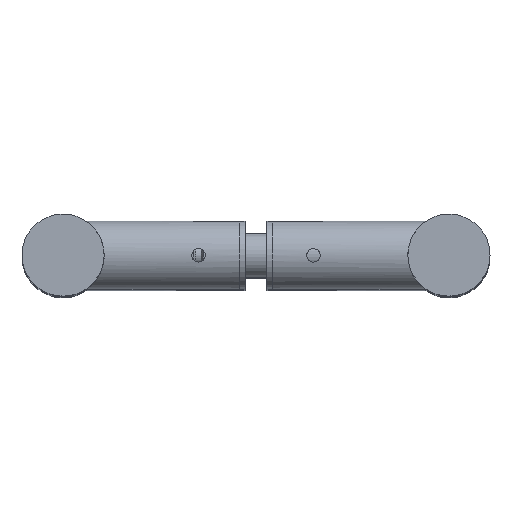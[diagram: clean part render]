
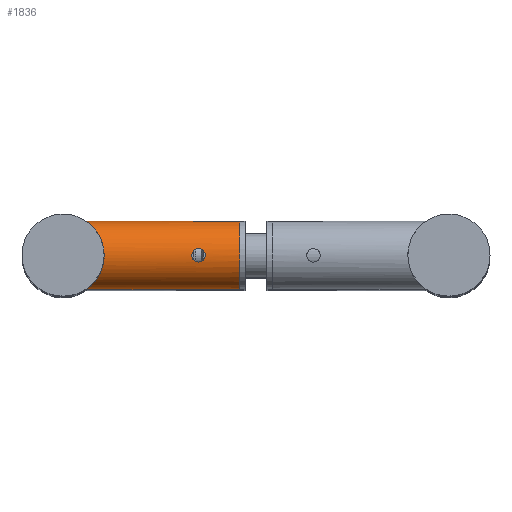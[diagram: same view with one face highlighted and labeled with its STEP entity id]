
A CAD part, top view. The second image highlights one B-rep face of the part: STEP entity #1836.
In plain terms, the highlighted cylindrical face has radius 12.5 mm (diameter 25 mm), a full revolution.
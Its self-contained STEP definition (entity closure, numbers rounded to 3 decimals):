
#23=B_SPLINE_CURVE_WITH_KNOTS('',3,(#3147,#3148,#3149,#3150,#3151,#3152,
#3153,#3154,#3155,#3156),.UNSPECIFIED.,.F.,.F.,(4,2,2,2,4),(0.,0.093,
0.186,0.279,0.371),.UNSPECIFIED.);
#24=B_SPLINE_CURVE_WITH_KNOTS('',3,(#3157,#3158,#3159,#3160,#3161,#3162,
#3163,#3164,#3165,#3166,#3167,#3168,#3169,#3170,#3171,#3172,#3173,#3174,
#3175,#3176,#3177,#3178,#3179,#3180,#3181,#3182),.UNSPECIFIED.,.F.,.F.,
(4,2,2,2,2,2,2,2,2,2,2,2,4),(0.371,0.464,0.557,
0.65,0.743,0.836,0.929,
1.022,1.114,1.207,1.3,1.393,
1.486),.UNSPECIFIED.);
#25=B_SPLINE_CURVE_WITH_KNOTS('',3,(#3189,#3190,#3191,#3192,#3193,#3194,
#3195,#3196,#3197,#3198,#3199,#3200,#3201,#3202),.UNSPECIFIED.,.F.,.F.,
(4,2,2,2,2,2,4),(6.121,6.37,6.62,7.12,
7.64,7.901,8.161),.UNSPECIFIED.);
#26=B_SPLINE_CURVE_WITH_KNOTS('',3,(#3204,#3205,#3206,#3207,#3208,#3209,
#3210,#3211,#3212,#3213,#3214,#3215,#3216,#3217,#3218,#3219,#3220,#3221,
#3222,#3223,#3224,#3225,#3226,#3227,#3228,#3229),.UNSPECIFIED.,.F.,.F.,
(4,2,2,2,2,2,2,2,2,2,2,2,4),(2.04,2.29,2.54,
3.039,3.56,3.82,4.08,4.341,
4.601,5.122,5.621,5.871,6.121),
 .UNSPECIFIED.);
#27=B_SPLINE_CURVE_WITH_KNOTS('',3,(#3230,#3231,#3232,#3233,#3234,#3235,
#3236,#3237,#3238,#3239,#3240,#3241,#3242,#3243),.UNSPECIFIED.,.F.,.F.,
(4,2,2,2,2,2,4),(0.,0.26,0.521,1.041,
1.541,1.79,2.04),.UNSPECIFIED.);
#82=FACE_BOUND('',#336,.T.);
#206=FACE_OUTER_BOUND('',#335,.T.);
#335=EDGE_LOOP('',(#1421,#1422,#1423,#1424,#1425,#1426));
#336=EDGE_LOOP('',(#1427,#1428));
#470=LINE('',#3187,#574);
#574=VECTOR('',#2429,12.5);
#687=CIRCLE('',#2034,12.5);
#835=VERTEX_POINT('',#3144);
#836=VERTEX_POINT('',#3146);
#837=VERTEX_POINT('',#3184);
#838=VERTEX_POINT('',#3186);
#839=VERTEX_POINT('',#3188);
#840=VERTEX_POINT('',#3203);
#1050=EDGE_CURVE('',#836,#835,#23,.T.);
#1051=EDGE_CURVE('',#835,#836,#24,.T.);
#1052=EDGE_CURVE('',#837,#837,#687,.T.);
#1053=EDGE_CURVE('',#837,#838,#470,.T.);
#1054=EDGE_CURVE('',#839,#838,#25,.T.);
#1055=EDGE_CURVE('',#840,#839,#26,.T.);
#1056=EDGE_CURVE('',#838,#840,#27,.T.);
#1421=ORIENTED_EDGE('',*,*,#1052,.F.);
#1422=ORIENTED_EDGE('',*,*,#1053,.T.);
#1423=ORIENTED_EDGE('',*,*,#1054,.F.);
#1424=ORIENTED_EDGE('',*,*,#1055,.F.);
#1425=ORIENTED_EDGE('',*,*,#1056,.F.);
#1426=ORIENTED_EDGE('',*,*,#1053,.F.);
#1427=ORIENTED_EDGE('',*,*,#1050,.T.);
#1428=ORIENTED_EDGE('',*,*,#1051,.T.);
#1730=CYLINDRICAL_SURFACE('',#2033,12.5);
#1836=ADVANCED_FACE('',(#206,#82),#1730,.T.);
#2033=AXIS2_PLACEMENT_3D('',#3183,#2425,#2426);
#2034=AXIS2_PLACEMENT_3D('',#3185,#2427,#2428);
#2425=DIRECTION('center_axis',(1.,0.,0.));
#2426=DIRECTION('ref_axis',(0.,-1.,0.));
#2427=DIRECTION('center_axis',(1.,0.,0.));
#2428=DIRECTION('ref_axis',(0.,-1.,0.));
#2429=DIRECTION('',(-1.,0.,0.));
#3144=CARTESIAN_POINT('',(-19.459,0.,137.5));
#3146=CARTESIAN_POINT('',(-17.,-2.459,137.256));
#3147=CARTESIAN_POINT('Ctrl Pts',(-17.,-2.459,137.256));
#3148=CARTESIAN_POINT('Ctrl Pts',(-17.31,-2.459,137.256));
#3149=CARTESIAN_POINT('Ctrl Pts',(-17.639,-2.396,137.269));
#3150=CARTESIAN_POINT('Ctrl Pts',(-18.245,-2.145,137.315));
#3151=CARTESIAN_POINT('Ctrl Pts',(-18.521,-1.956,137.348));
#3152=CARTESIAN_POINT('Ctrl Pts',(-18.956,-1.521,137.409));
#3153=CARTESIAN_POINT('Ctrl Pts',(-19.145,-1.245,137.442));
#3154=CARTESIAN_POINT('Ctrl Pts',(-19.396,-0.639,
137.487));
#3155=CARTESIAN_POINT('Ctrl Pts',(-19.459,-0.31,137.5));
#3156=CARTESIAN_POINT('Ctrl Pts',(-19.459,0.,137.5));
#3157=CARTESIAN_POINT('Ctrl Pts',(-19.459,0.,137.5));
#3158=CARTESIAN_POINT('Ctrl Pts',(-19.459,0.31,137.5));
#3159=CARTESIAN_POINT('Ctrl Pts',(-19.396,0.639,137.487));
#3160=CARTESIAN_POINT('Ctrl Pts',(-19.145,1.245,137.442));
#3161=CARTESIAN_POINT('Ctrl Pts',(-18.956,1.521,137.409));
#3162=CARTESIAN_POINT('Ctrl Pts',(-18.521,1.956,137.348));
#3163=CARTESIAN_POINT('Ctrl Pts',(-18.245,2.145,137.315));
#3164=CARTESIAN_POINT('Ctrl Pts',(-17.639,2.396,137.269));
#3165=CARTESIAN_POINT('Ctrl Pts',(-17.31,2.459,137.256));
#3166=CARTESIAN_POINT('Ctrl Pts',(-16.69,2.459,137.256));
#3167=CARTESIAN_POINT('Ctrl Pts',(-16.361,2.396,137.269));
#3168=CARTESIAN_POINT('Ctrl Pts',(-15.755,2.145,137.315));
#3169=CARTESIAN_POINT('Ctrl Pts',(-15.479,1.956,137.348));
#3170=CARTESIAN_POINT('Ctrl Pts',(-15.044,1.521,137.409));
#3171=CARTESIAN_POINT('Ctrl Pts',(-14.855,1.245,137.442));
#3172=CARTESIAN_POINT('Ctrl Pts',(-14.604,0.639,137.487));
#3173=CARTESIAN_POINT('Ctrl Pts',(-14.542,0.31,137.5));
#3174=CARTESIAN_POINT('Ctrl Pts',(-14.542,-0.31,137.5));
#3175=CARTESIAN_POINT('Ctrl Pts',(-14.604,-0.639,
137.487));
#3176=CARTESIAN_POINT('Ctrl Pts',(-14.855,-1.245,137.442));
#3177=CARTESIAN_POINT('Ctrl Pts',(-15.044,-1.521,137.409));
#3178=CARTESIAN_POINT('Ctrl Pts',(-15.479,-1.956,137.348));
#3179=CARTESIAN_POINT('Ctrl Pts',(-15.755,-2.145,137.315));
#3180=CARTESIAN_POINT('Ctrl Pts',(-16.361,-2.396,137.269));
#3181=CARTESIAN_POINT('Ctrl Pts',(-16.69,-2.459,137.256));
#3182=CARTESIAN_POINT('Ctrl Pts',(-17.,-2.459,137.256));
#3183=CARTESIAN_POINT('Origin',(-66.5,0.,125.));
#3184=CARTESIAN_POINT('',(-2.,12.5,125.));
#3185=CARTESIAN_POINT('Origin',(-2.,0.,
125.));
#3186=CARTESIAN_POINT('',(-58.208,12.5,125.));
#3187=CARTESIAN_POINT('',(-66.5,12.5,125.));
#3188=CARTESIAN_POINT('',(-51.5,0.,137.5));
#3189=CARTESIAN_POINT('Ctrl Pts',(-51.5,0.,137.5));
#3190=CARTESIAN_POINT('Ctrl Pts',(-51.5,0.832,137.5));
#3191=CARTESIAN_POINT('Ctrl Pts',(-51.571,1.68,137.416));
#3192=CARTESIAN_POINT('Ctrl Pts',(-51.852,3.338,137.076));
#3193=CARTESIAN_POINT('Ctrl Pts',(-52.062,4.149,136.821));
#3194=CARTESIAN_POINT('Ctrl Pts',(-52.859,6.445,135.839));
#3195=CARTESIAN_POINT('Ctrl Pts',(-53.618,7.793,134.885));
#3196=CARTESIAN_POINT('Ctrl Pts',(-55.176,9.929,132.748));
#3197=CARTESIAN_POINT('Ctrl Pts',(-56.106,10.861,131.399));
#3198=CARTESIAN_POINT('Ctrl Pts',(-57.252,11.82,129.147));
#3199=CARTESIAN_POINT('Ctrl Pts',(-57.589,12.07,128.357));
#3200=CARTESIAN_POINT('Ctrl Pts',(-58.069,12.41,126.718));
#3201=CARTESIAN_POINT('Ctrl Pts',(-58.208,12.5,125.868));
#3202=CARTESIAN_POINT('Ctrl Pts',(-58.208,12.5,125.));
#3203=CARTESIAN_POINT('',(-51.5,0.,112.5));
#3204=CARTESIAN_POINT('Ctrl Pts',(-51.5,0.,112.5));
#3205=CARTESIAN_POINT('Ctrl Pts',(-51.5,-0.832,112.5));
#3206=CARTESIAN_POINT('Ctrl Pts',(-51.571,-1.68,112.584));
#3207=CARTESIAN_POINT('Ctrl Pts',(-51.852,-3.338,112.924));
#3208=CARTESIAN_POINT('Ctrl Pts',(-52.062,-4.149,113.179));
#3209=CARTESIAN_POINT('Ctrl Pts',(-52.859,-6.445,114.161));
#3210=CARTESIAN_POINT('Ctrl Pts',(-53.618,-7.793,115.115));
#3211=CARTESIAN_POINT('Ctrl Pts',(-55.176,-9.929,117.252));
#3212=CARTESIAN_POINT('Ctrl Pts',(-56.106,-10.861,118.601));
#3213=CARTESIAN_POINT('Ctrl Pts',(-57.252,-11.82,120.853));
#3214=CARTESIAN_POINT('Ctrl Pts',(-57.589,-12.07,121.643));
#3215=CARTESIAN_POINT('Ctrl Pts',(-58.069,-12.41,123.282));
#3216=CARTESIAN_POINT('Ctrl Pts',(-58.208,-12.5,124.132));
#3217=CARTESIAN_POINT('Ctrl Pts',(-58.208,-12.5,125.868));
#3218=CARTESIAN_POINT('Ctrl Pts',(-58.069,-12.41,126.718));
#3219=CARTESIAN_POINT('Ctrl Pts',(-57.589,-12.07,128.357));
#3220=CARTESIAN_POINT('Ctrl Pts',(-57.252,-11.82,129.147));
#3221=CARTESIAN_POINT('Ctrl Pts',(-56.106,-10.861,131.399));
#3222=CARTESIAN_POINT('Ctrl Pts',(-55.176,-9.929,132.748));
#3223=CARTESIAN_POINT('Ctrl Pts',(-53.618,-7.793,134.885));
#3224=CARTESIAN_POINT('Ctrl Pts',(-52.859,-6.445,135.839));
#3225=CARTESIAN_POINT('Ctrl Pts',(-52.062,-4.149,136.821));
#3226=CARTESIAN_POINT('Ctrl Pts',(-51.852,-3.338,137.076));
#3227=CARTESIAN_POINT('Ctrl Pts',(-51.571,-1.68,137.416));
#3228=CARTESIAN_POINT('Ctrl Pts',(-51.5,-0.832,137.5));
#3229=CARTESIAN_POINT('Ctrl Pts',(-51.5,0.,137.5));
#3230=CARTESIAN_POINT('Ctrl Pts',(-58.208,12.5,125.));
#3231=CARTESIAN_POINT('Ctrl Pts',(-58.208,12.5,124.132));
#3232=CARTESIAN_POINT('Ctrl Pts',(-58.069,12.41,123.282));
#3233=CARTESIAN_POINT('Ctrl Pts',(-57.589,12.07,121.643));
#3234=CARTESIAN_POINT('Ctrl Pts',(-57.252,11.82,120.853));
#3235=CARTESIAN_POINT('Ctrl Pts',(-56.106,10.861,118.601));
#3236=CARTESIAN_POINT('Ctrl Pts',(-55.176,9.929,117.252));
#3237=CARTESIAN_POINT('Ctrl Pts',(-53.618,7.793,115.115));
#3238=CARTESIAN_POINT('Ctrl Pts',(-52.859,6.445,114.161));
#3239=CARTESIAN_POINT('Ctrl Pts',(-52.062,4.149,113.179));
#3240=CARTESIAN_POINT('Ctrl Pts',(-51.852,3.338,112.924));
#3241=CARTESIAN_POINT('Ctrl Pts',(-51.571,1.68,112.584));
#3242=CARTESIAN_POINT('Ctrl Pts',(-51.5,0.832,112.5));
#3243=CARTESIAN_POINT('Ctrl Pts',(-51.5,0.,112.5));
